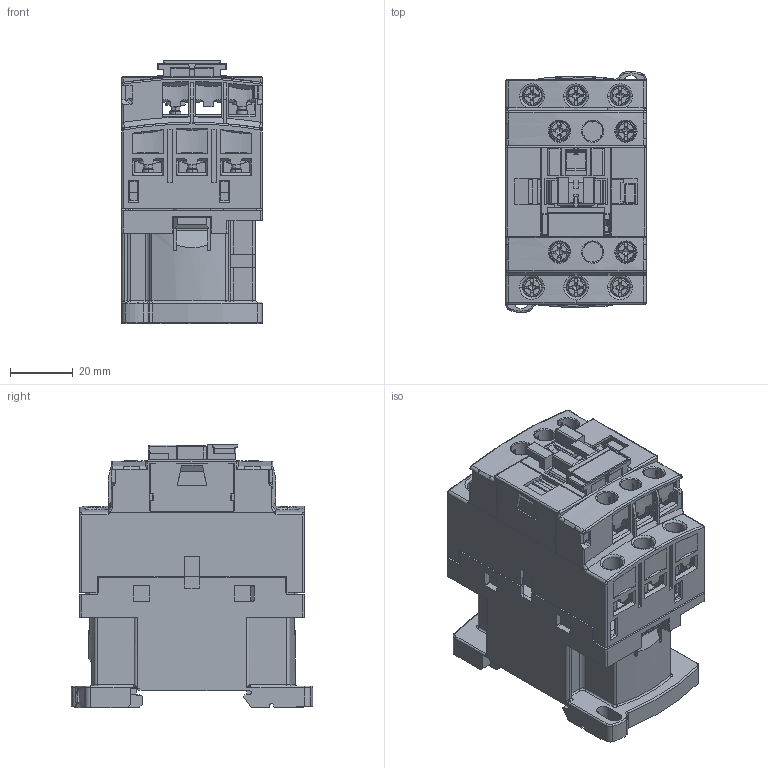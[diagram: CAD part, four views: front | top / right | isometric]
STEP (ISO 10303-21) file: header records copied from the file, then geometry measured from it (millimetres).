
FILE_DESCRIPTION (( 'STEP AP203' ), '1' );
FILE_NAME ('DPE12U7.step', '2023-08-31T20:09:36', ( '' ), ( '' ), 'SwSTEP 2.0', 'SolidWorks 2021', '' );
FILE_SCHEMA (( 'CONFIG_CONTROL_DESIGN' ));
Length unit declared in the file: inch
Products named in the file (1): DPE12U7
Bounding box: 44.8 x 76.98 x 84.25 mm (x, y, z)
Volume: 145958.4 mm3; surface area: 66739.1 mm2
Topology: 20 solids, 27 shells, 3363 faces, 9495 edges, 6172 vertices
Faces by surface type: plane 2297, cylinder 694, cone 152, torus 137, bspline 61, sphere 22
Entity records: 116831 total; most frequent: CARTESIAN_POINT 31860, ORIENTED_EDGE 18926, DIRECTION 16089, EDGE_CURVE 9463, LINE 6703, VECTOR 6703, VERTEX_POINT 6172, AXIS2_PLACEMENT_3D 4693
